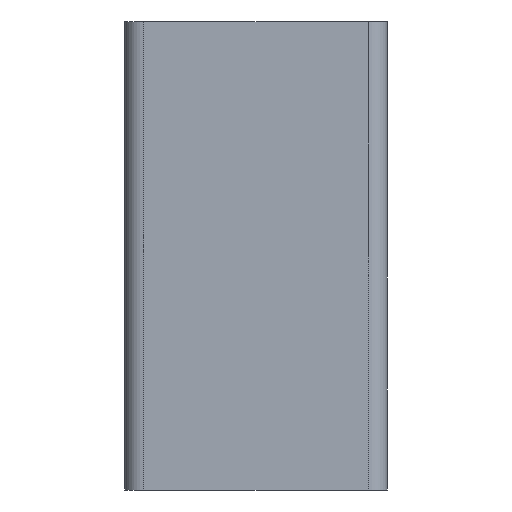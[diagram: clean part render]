
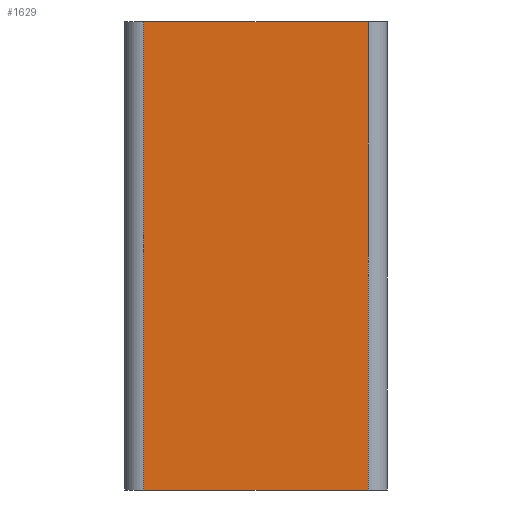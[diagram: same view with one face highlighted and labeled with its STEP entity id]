
A CAD part, left-side view. The second image highlights one B-rep face of the part: STEP entity #1629.
In plain terms, the highlighted planar face has unit normal (-1, 0, 0).
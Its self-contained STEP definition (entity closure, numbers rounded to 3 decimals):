
#256 = VERTEX_POINT ( 'NONE', #1182 ) ;
#263 = VERTEX_POINT ( 'NONE', #1230 ) ;
#294 = VERTEX_POINT ( 'NONE', #1240 ) ;
#385 = EDGE_LOOP ( 'NONE', ( #831, #862, #824, #853 ) ) ;
#448 = VERTEX_POINT ( 'NONE', #1194 ) ;
#505 = VECTOR ( 'NONE', #1472, 1000. ) ;
#621 = LINE ( 'NONE', #622, #952 ) ;
#622 = CARTESIAN_POINT ( 'NONE',  ( -69., 5., -62.5 ) ) ;
#623 = DIRECTION ( 'NONE',  ( 0., -1., 0. ) ) ;
#824 = ORIENTED_EDGE ( 'NONE', *, *, #1663, .F. ) ;
#831 = ORIENTED_EDGE ( 'NONE', *, *, #1671, .T. ) ;
#853 = ORIENTED_EDGE ( 'NONE', *, *, #1565, .T. ) ;
#862 = ORIENTED_EDGE ( 'NONE', *, *, #1620, .F. ) ;
#940 = VECTOR ( 'NONE', #1352, 1000. ) ;
#952 = VECTOR ( 'NONE', #623, 1000. ) ;
#1008 = VECTOR ( 'NONE', #1830, 1000. ) ;
#1018 = AXIS2_PLACEMENT_3D ( 'NONE', #1887, #1888, #1889 ) ;
#1182 = CARTESIAN_POINT ( 'NONE',  ( -69., 5., -62.5 ) ) ;
#1194 = CARTESIAN_POINT ( 'NONE',  ( -69., 65., 62.5 ) ) ;
#1230 = CARTESIAN_POINT ( 'NONE',  ( -69., 65., -62.5 ) ) ;
#1240 = CARTESIAN_POINT ( 'NONE',  ( -69., 5., 62.5 ) ) ;
#1350 = LINE ( 'NONE', #1351, #940 ) ;
#1351 = CARTESIAN_POINT ( 'NONE',  ( -69., 5., 62.5 ) ) ;
#1352 = DIRECTION ( 'NONE',  ( 0., -1., 0. ) ) ;
#1469 = LINE ( 'NONE', #1471, #505 ) ;
#1471 = CARTESIAN_POINT ( 'NONE',  ( -69., 65., 62.5 ) ) ;
#1472 = DIRECTION ( 'NONE',  ( 0., 0., -1. ) ) ;
#1565 = EDGE_CURVE ( 'NONE', #448, #263, #1469, .T. ) ;
#1620 = EDGE_CURVE ( 'NONE', #294, #256, #1811, .T. ) ;
#1629 = ADVANCED_FACE ( 'NONE', ( #1873 ), #1874, .F. ) ;
#1663 = EDGE_CURVE ( 'NONE', #448, #294, #1350, .T. ) ;
#1671 = EDGE_CURVE ( 'NONE', #263, #256, #621, .T. ) ;
#1811 = LINE ( 'NONE', #1829, #1008 ) ;
#1829 = CARTESIAN_POINT ( 'NONE',  ( -69., 5., 62.5 ) ) ;
#1830 = DIRECTION ( 'NONE',  ( 0., 0., -1. ) ) ;
#1873 = FACE_OUTER_BOUND ( 'NONE', #385, .T. ) ;
#1874 = PLANE ( 'NONE',  #1018 ) ;
#1887 = CARTESIAN_POINT ( 'NONE',  ( -69., 5., 62.5 ) ) ;
#1888 = DIRECTION ( 'NONE',  ( 1., 0., 0. ) ) ;
#1889 = DIRECTION ( 'NONE',  ( 0., 0., -1. ) ) ;
